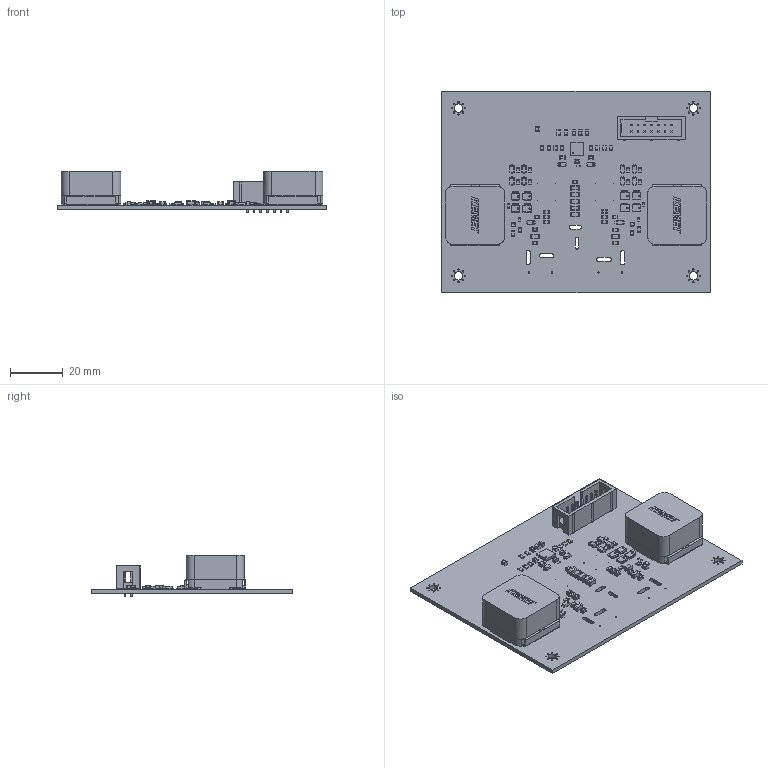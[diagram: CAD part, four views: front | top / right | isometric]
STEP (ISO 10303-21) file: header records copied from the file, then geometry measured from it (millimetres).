
FILE_DESCRIPTION(('KiCad electronic assembly'),'2;1');
FILE_NAME('PowerSupply.step','2021-05-08T11:22:41',('An Author'),( 'A Company'),'Open CASCADE STEP processor 7.4', 'KiCad to STEP converter','Unknown');
FILE_SCHEMA(('AUTOMOTIVE_DESIGN { 1 0 10303 214 1 1 1 1 }'));
Length unit declared in the file: millimetre
Products named in the file (22): Open CASCADE STEP translator 7.4 1; MPX1D2213L101; SOLID; R_0603_1608Metric; SOT-563; R_0805_2012Metric; IDC-Header_2x07_P2.54mm_Vertical; C_0805_2012Metric; C_1206_3216Metric; LFPAK33; D_SOD-123F; QFN-32-1EP_5x5mm_P0.5mm_EP3.1x3.1mm; COMPOUND
Assembly tree (90 placements, depth 3):
  Open CASCADE STEP translator 7.4 1
    MPX1D2213L101  x2
      SOLID
    R_0603_1608Metric  x4
      SOLID
    SOT-563  x2
      SOLID
    R_0805_2012Metric  x20
      SOLID
    IDC-Header_2x07_P2.54mm_Vertical
      SOLID
    C_0805_2012Metric  x22
      SOLID
    C_1206_3216Metric  x7
      SOLID
    LFPAK33  x8
      SOLID
    D_SOD-123F  x12
      SOLID
    QFN-32-1EP_5x5mm_P0.5mm_EP3.1x3.1mm
      SOLID
    COMPOUND
Bounding box: 101.6 x 76.2 x 15.9 mm (x, y, z)
Volume: 26008.3 mm3; surface area: 24366.7 mm2
Topology: 80 solids, 80 shells, 3441 faces, 8959 edges, 5820 vertices
Faces by surface type: plane 2422, cylinder 855, bspline 148, cone 16
Full cylindrical faces by diameter (mm): 0.2 x9, 0.25 x2, 0.254 x8, 0.3 x2, 0.4 x1, 0.5 x36, 1 x6, 3.2 x4
Entity records: 75767 total; most frequent: CARTESIAN_POINT 15331, DIRECTION 10090, LINE 7054, VECTOR 7054, ORIENTED_EDGE 5228, PCURVE 5228, DEFINITIONAL_REPRESENTATION 5228, EDGE_CURVE 2614
